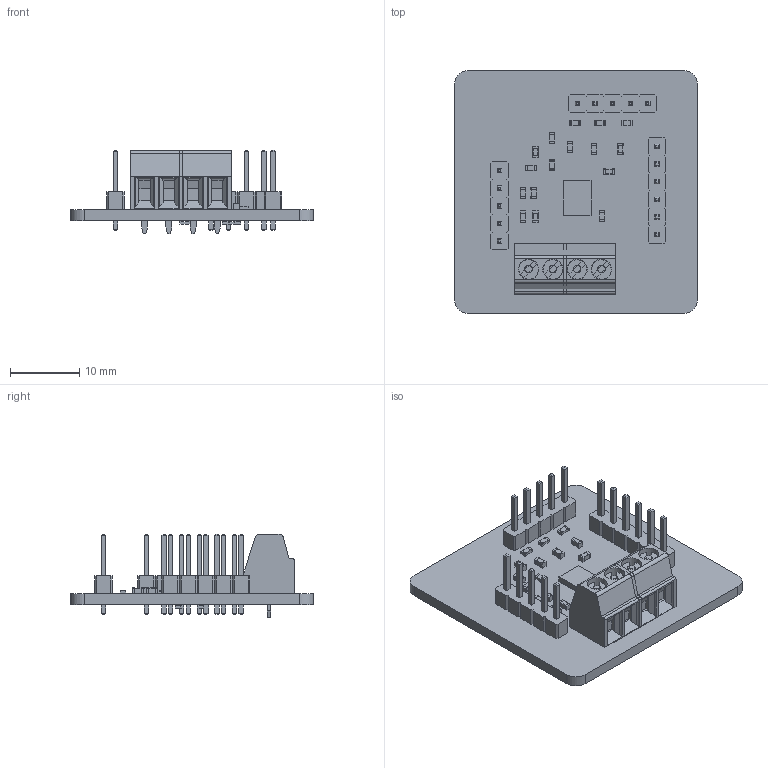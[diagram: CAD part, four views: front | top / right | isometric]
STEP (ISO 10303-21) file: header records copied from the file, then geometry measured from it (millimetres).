
FILE_DESCRIPTION(('KiCad electronic assembly'),'2;1');
FILE_NAME('reaction_wheel.step','2025-01-16T22:50:59',('Pcbnew'),( 'Kicad'),'Open CASCADE STEP processor 7.6','KiCad to STEP converter' ,'Unknown');
FILE_SCHEMA(('AUTOMOTIVE_DESIGN { 1 0 10303 214 1 1 1 1 }'));
Length unit declared in the file: millimetre
Products named in the file (14): reaction_wheel 1; C_0603_1608Metric; PinHeader_1x06_P2.54mm_Vertical; PinHeader_1x06_P254mm_Vertical; REE0036A; REE0036A_ASM; PinHeader_1x05_P2.54mm_Vertical; PinHeader_1x05_P254mm_Vertical; R_0603_1608Metric; 1985807; (Unsaved); _autosave-reaction_wheel_PCB
Assembly tree (33 placements, depth 3):
  reaction_wheel 1
    C_0603_1608Metric  x12
      C_0603_1608Metric
    PinHeader_1x06_P2.54mm_Vertical
      PinHeader_1x06_P254mm_Vertical
    REE0036A
      REE0036A_ASM
    PinHeader_1x05_P2.54mm_Vertical  x2
      PinHeader_1x05_P254mm_Vertical
    R_0603_1608Metric  x8
      R_0603_1608Metric
    1985807  x2
      (Unsaved)
    _autosave-reaction_wheel_PCB
Bounding box: 35 x 35 x 12.04 mm (x, y, z)
Volume: 3001.6 mm3; surface area: 4596.5 mm2
Topology: 64 solids, 64 shells, 1630 faces, 4053 edges, 2638 vertices
Faces by surface type: plane 1251, cylinder 379
Full cylindrical faces by diameter (mm): 0.169 x9, 0.457 x2, 1 x16, 1.1 x4, 1.2 x4, 2.8 x4, 2.9 x4
Entity records: 29821 total; most frequent: CARTESIAN_POINT 4531, DIRECTION 4370, ORIENTED_EDGE 4368, EDGE_CURVE 2184, LINE 1852, VECTOR 1852, VERTEX_POINT 1420, AXIS2_PLACEMENT_3D 1259
